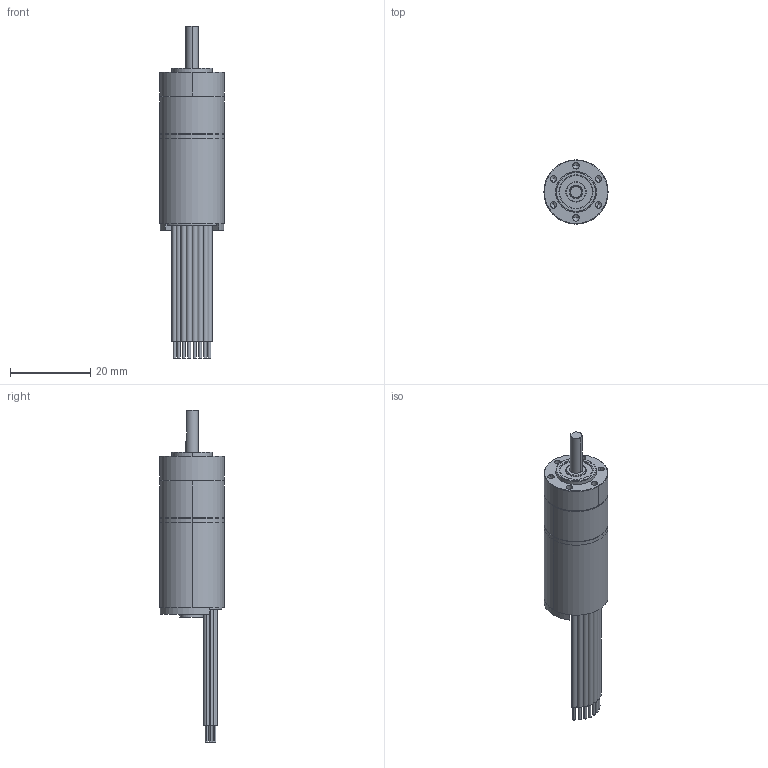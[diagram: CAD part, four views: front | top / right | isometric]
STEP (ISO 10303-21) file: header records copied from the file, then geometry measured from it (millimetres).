
FILE_DESCRIPTION((''),'2;1');
FILE_NAME('4611180000863_SW0001','2023-04-25T14:50:35',('ms27607'),(''),'CREO PARAMETRIC BY PTC INC, 2018100','CREO PARAMETRIC BY PTC INC, 2018100','');
FILE_SCHEMA(('CONFIG_CONTROL_DESIGN'));
Length unit declared in the file: millimetre
Products named in the file (1): 4611180000863_SW0001
Bounding box: 16 x 16 x 82.9 mm (x, y, z)
Surface area: 7487.7 mm2 (no closed solid volume)
Topology: 0 solids, 43 shells, 470 faces, 1373 edges, 923 vertices
Faces by surface type: cylinder 226, plane 165, cone 44, bspline 23, torus 12
Entity records: 16625 total; most frequent: CARTESIAN_POINT 4124, DIRECTION 2810, ORIENTED_EDGE 2267, EDGE_CURVE 1351, AXIS2_PLACEMENT_3D 1063, VERTEX_POINT 922, VECTOR 684, LINE 684
